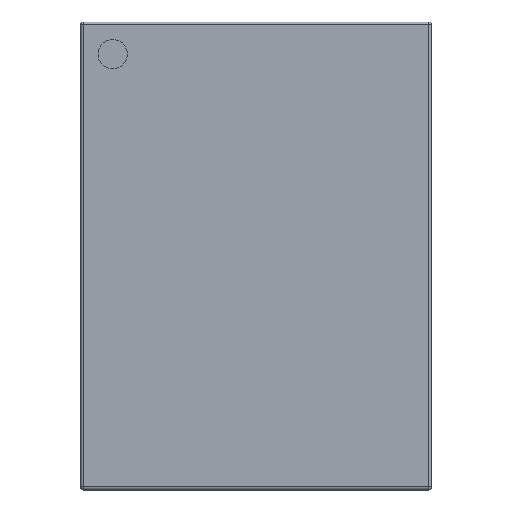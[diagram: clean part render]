
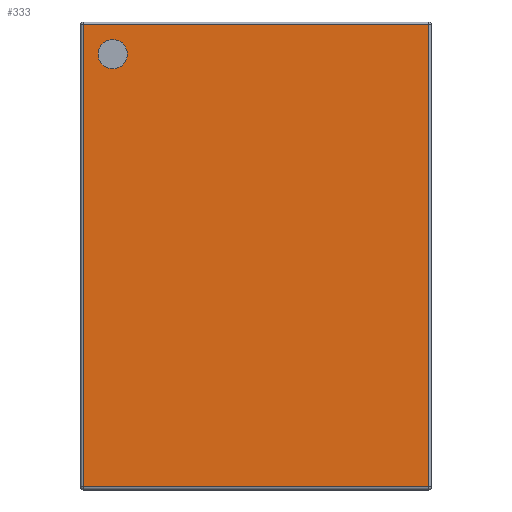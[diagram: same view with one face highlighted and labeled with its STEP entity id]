
A CAD part, top view. The second image highlights one B-rep face of the part: STEP entity #333.
In plain terms, the highlighted planar face has unit normal (0, 0, 1).
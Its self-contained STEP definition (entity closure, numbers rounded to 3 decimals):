
#29 = CIRCLE ( 'NONE', #1422, 0.25 ) ;
#31 = VECTOR ( 'NONE', #1333, 1000. ) ;
#59 = LINE ( 'NONE', #2695, #283 ) ;
#101 = VERTEX_POINT ( 'NONE', #851 ) ;
#102 = PLANE ( 'NONE',  #1469 ) ;
#267 = DIRECTION ( 'NONE',  ( 1., 0., 0. ) ) ;
#283 = VECTOR ( 'NONE', #389, 1000. ) ;
#309 = CARTESIAN_POINT ( 'NONE',  ( 2.95, -3.95, 0.89 ) ) ;
#315 = CARTESIAN_POINT ( 'NONE',  ( -2.95, 3.95, 0.89 ) ) ;
#323 = CARTESIAN_POINT ( 'NONE',  ( -2.7, 3.45, 0.89 ) ) ;
#333 = ADVANCED_FACE ( 'NONE', ( #775, #1103 ), #102, .F. ) ;
#389 = DIRECTION ( 'NONE',  ( 0., 1., 0. ) ) ;
#408 = EDGE_CURVE ( 'NONE', #101, #2860, #681, .T. ) ;
#471 = CIRCLE ( 'NONE', #1034, 0.25 ) ;
#566 = EDGE_CURVE ( 'NONE', #2461, #2661, #471, .T. ) ;
#681 = LINE ( 'NONE', #2630, #31 ) ;
#710 = ORIENTED_EDGE ( 'NONE', *, *, #408, .T. ) ;
#775 = FACE_BOUND ( 'NONE', #3103, .T. ) ;
#840 = DIRECTION ( 'NONE',  ( 1., 0., 0. ) ) ;
#851 = CARTESIAN_POINT ( 'NONE',  ( 2.95, 3.95, 0.89 ) ) ;
#873 = LINE ( 'NONE', #2460, #3300 ) ;
#1034 = AXIS2_PLACEMENT_3D ( 'NONE', #2899, #2865, #267 ) ;
#1079 = DIRECTION ( 'NONE',  ( -1., 0., 0. ) ) ;
#1101 = ORIENTED_EDGE ( 'NONE', *, *, #566, .F. ) ;
#1103 = FACE_OUTER_BOUND ( 'NONE', #2999, .T. ) ;
#1112 = VERTEX_POINT ( 'NONE', #309 ) ;
#1164 = LINE ( 'NONE', #1902, #3286 ) ;
#1333 = DIRECTION ( 'NONE',  ( -1., 0., 0. ) ) ;
#1419 = CARTESIAN_POINT ( 'NONE',  ( -2.2, 3.45, 0.89 ) ) ;
#1422 = AXIS2_PLACEMENT_3D ( 'NONE', #3176, #1752, #1764 ) ;
#1469 = AXIS2_PLACEMENT_3D ( 'NONE', #1586, #2613, #1079 ) ;
#1586 = CARTESIAN_POINT ( 'NONE',  ( 0., 0., 0.89 ) ) ;
#1602 = EDGE_CURVE ( 'NONE', #1112, #101, #59, .T. ) ;
#1617 = EDGE_CURVE ( 'NONE', #2428, #1112, #1164, .T. ) ;
#1752 = DIRECTION ( 'NONE',  ( 0., 0., 1. ) ) ;
#1764 = DIRECTION ( 'NONE',  ( 1., 0., 0. ) ) ;
#1902 = CARTESIAN_POINT ( 'NONE',  ( 0., -3.95, 0.89 ) ) ;
#1930 = CARTESIAN_POINT ( 'NONE',  ( -2.95, -3.95, 0.89 ) ) ;
#2219 = ORIENTED_EDGE ( 'NONE', *, *, #1617, .T. ) ;
#2367 = EDGE_CURVE ( 'NONE', #2860, #2428, #873, .T. ) ;
#2428 = VERTEX_POINT ( 'NONE', #1930 ) ;
#2460 = CARTESIAN_POINT ( 'NONE',  ( -2.95, 0., 0.89 ) ) ;
#2461 = VERTEX_POINT ( 'NONE', #1419 ) ;
#2476 = ORIENTED_EDGE ( 'NONE', *, *, #1602, .T. ) ;
#2613 = DIRECTION ( 'NONE',  ( 0., 0., -1. ) ) ;
#2630 = CARTESIAN_POINT ( 'NONE',  ( 0., 3.95, 0.89 ) ) ;
#2661 = VERTEX_POINT ( 'NONE', #323 ) ;
#2695 = CARTESIAN_POINT ( 'NONE',  ( 2.95, 0., 0.89 ) ) ;
#2707 = ORIENTED_EDGE ( 'NONE', *, *, #3188, .F. ) ;
#2738 = ORIENTED_EDGE ( 'NONE', *, *, #2367, .T. ) ;
#2860 = VERTEX_POINT ( 'NONE', #315 ) ;
#2865 = DIRECTION ( 'NONE',  ( 0., 0., 1. ) ) ;
#2899 = CARTESIAN_POINT ( 'NONE',  ( -2.45, 3.45, 0.89 ) ) ;
#2922 = DIRECTION ( 'NONE',  ( 0., -1., 0. ) ) ;
#2999 = EDGE_LOOP ( 'NONE', ( #2738, #2219, #2476, #710 ) ) ;
#3103 = EDGE_LOOP ( 'NONE', ( #1101, #2707 ) ) ;
#3176 = CARTESIAN_POINT ( 'NONE',  ( -2.45, 3.45, 0.89 ) ) ;
#3188 = EDGE_CURVE ( 'NONE', #2661, #2461, #29, .T. ) ;
#3286 = VECTOR ( 'NONE', #840, 1000. ) ;
#3300 = VECTOR ( 'NONE', #2922, 1000. ) ;
